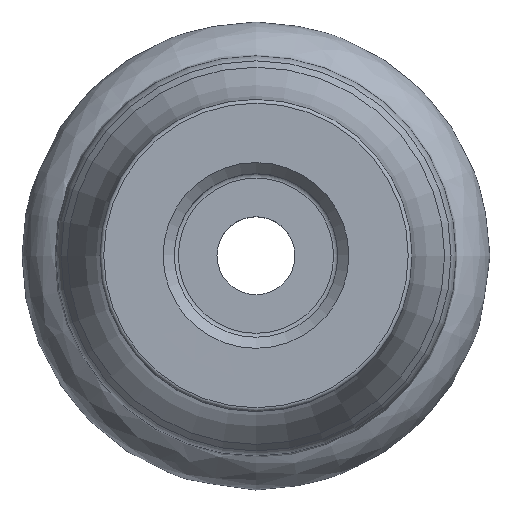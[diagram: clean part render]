
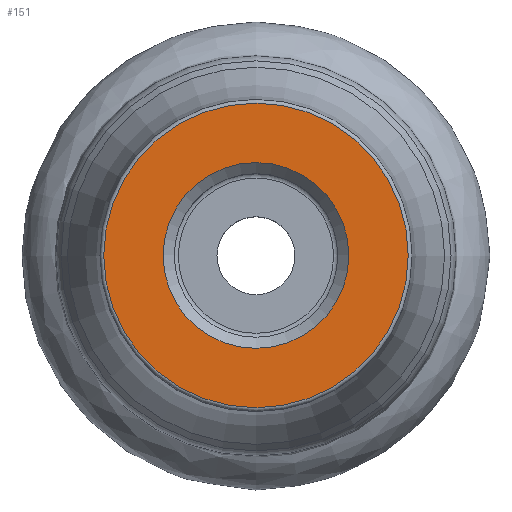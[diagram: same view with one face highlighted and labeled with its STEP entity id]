
A CAD part, top view. The second image highlights one B-rep face of the part: STEP entity #151.
In plain terms, the highlighted conical face has half-angle 89.972 degrees and reference radius 20.5 mm.
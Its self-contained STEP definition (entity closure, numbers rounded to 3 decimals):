
#109=CONICAL_SURFACE('',#571,20.5,89.972);
#151=ADVANCED_FACE('',(#207,#208),#109,.F.);
#207=FACE_BOUND('',#262,.T.);
#208=FACE_BOUND('',#263,.T.);
#262=EDGE_LOOP('',(#316));
#263=EDGE_LOOP('',(#317));
#316=ORIENTED_EDGE('',*,*,#376,.F.);
#317=ORIENTED_EDGE('',*,*,#375,.T.);
#347=VERTEX_POINT('',#807);
#348=VERTEX_POINT('',#810);
#375=EDGE_CURVE('',#347,#347,#402,.T.);
#376=EDGE_CURVE('',#348,#348,#403,.T.);
#402=CIRCLE('',#568,20.5);
#403=CIRCLE('',#570,12.501);
#568=AXIS2_PLACEMENT_3D('',#806,#690,#691);
#570=AXIS2_PLACEMENT_3D('',#809,#694,#695);
#571=AXIS2_PLACEMENT_3D('',#811,#696,#697);
#690=DIRECTION('',(0.,0.,1.));
#691=DIRECTION('',(1.,0.,0.));
#694=DIRECTION('',(0.,0.,1.));
#695=DIRECTION('',(1.,0.,0.));
#696=DIRECTION('',(0.,0.,1.));
#697=DIRECTION('',(1.,0.,0.));
#806=CARTESIAN_POINT('',(0.,0.,0.01));
#807=CARTESIAN_POINT('',(20.5,0.,0.01));
#809=CARTESIAN_POINT('',(0.,0.,0.006));
#810=CARTESIAN_POINT('',(12.501,0.,0.006));
#811=CARTESIAN_POINT('',(0.,0.,0.01));
